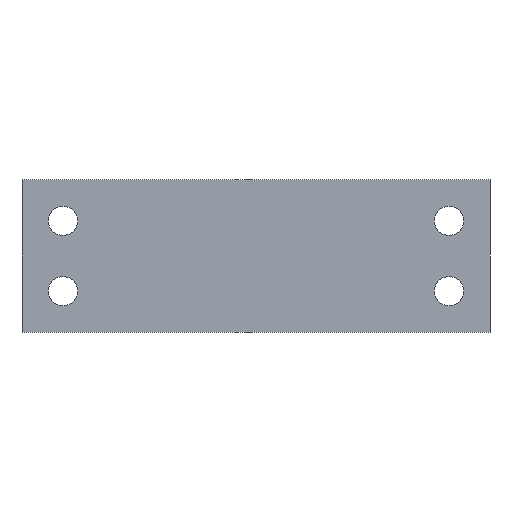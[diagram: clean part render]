
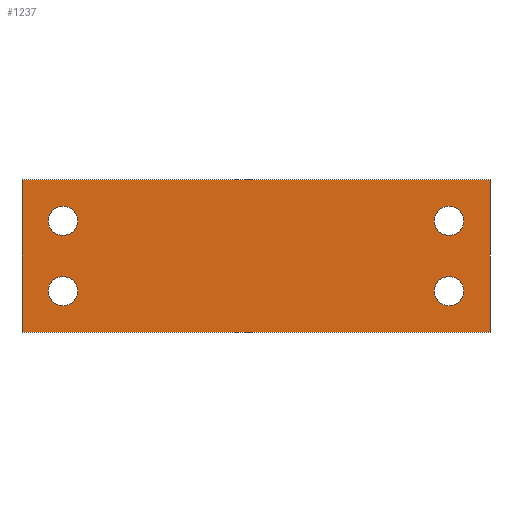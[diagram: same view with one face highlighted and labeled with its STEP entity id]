
A CAD part, front view. The second image highlights one B-rep face of the part: STEP entity #1237.
In plain terms, the highlighted planar face has unit normal (0, -1, 0).
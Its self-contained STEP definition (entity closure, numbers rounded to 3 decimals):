
#52 = CARTESIAN_POINT ( 'NONE',  ( -40., 0., 0. ) ) ;
#80 = LINE ( 'NONE', #52, #649 ) ;
#144 = DIRECTION ( 'NONE',  ( 0., -1., 0. ) ) ;
#145 = ORIENTED_EDGE ( 'NONE', *, *, #348, .F. ) ;
#166 = ORIENTED_EDGE ( 'NONE', *, *, #2520, .T. ) ;
#173 = CARTESIAN_POINT ( 'NONE',  ( -33., 0., -6. ) ) ;
#212 = EDGE_CURVE ( 'NONE', #1305, #2685, #1278, .T. ) ;
#248 = DIRECTION ( 'NONE',  ( 1., 0., 0. ) ) ;
#348 = EDGE_CURVE ( 'NONE', #1246, #2104, #2875, .T. ) ;
#433 = AXIS2_PLACEMENT_3D ( 'NONE', #747, #1482, #735 ) ;
#439 = VECTOR ( 'NONE', #1461, 1000. ) ;
#556 = AXIS2_PLACEMENT_3D ( 'NONE', #2411, #2155, #1902 ) ;
#571 = FACE_BOUND ( 'NONE', #2758, .T. ) ;
#604 = EDGE_CURVE ( 'NONE', #1113, #2983, #2661, .T. ) ;
#621 = EDGE_CURVE ( 'NONE', #2685, #1305, #3087, .T. ) ;
#640 = ORIENTED_EDGE ( 'NONE', *, *, #841, .T. ) ;
#649 = VECTOR ( 'NONE', #1243, 1000. ) ;
#650 = CARTESIAN_POINT ( 'NONE',  ( 33., 0., 8.5 ) ) ;
#654 = LINE ( 'NONE', #2535, #2087 ) ;
#658 = CARTESIAN_POINT ( 'NONE',  ( -33., 0., -8.5 ) ) ;
#663 = CARTESIAN_POINT ( 'NONE',  ( -33., 0., 6. ) ) ;
#676 = DIRECTION ( 'NONE',  ( 0., 1., 0. ) ) ;
#688 = EDGE_CURVE ( 'NONE', #3153, #1484, #2353, .T. ) ;
#693 = EDGE_LOOP ( 'NONE', ( #2465, #166 ) ) ;
#696 = FACE_BOUND ( 'NONE', #2781, .T. ) ;
#700 = PLANE ( 'NONE',  #433 ) ;
#714 = CARTESIAN_POINT ( 'NONE',  ( 33., 0., -6. ) ) ;
#721 = CIRCLE ( 'NONE', #868, 2.5 ) ;
#735 = DIRECTION ( 'NONE',  ( 0., 0., 1. ) ) ;
#737 = EDGE_CURVE ( 'NONE', #2510, #919, #921, .T. ) ;
#747 = CARTESIAN_POINT ( 'NONE',  ( 0., 0., 0. ) ) ;
#769 = CARTESIAN_POINT ( 'NONE',  ( 40., 0., 13. ) ) ;
#791 = CARTESIAN_POINT ( 'NONE',  ( 33., 0., -8.5 ) ) ;
#793 = EDGE_CURVE ( 'NONE', #2104, #1246, #1645, .T. ) ;
#807 = CARTESIAN_POINT ( 'NONE',  ( -33., 0., 8.5 ) ) ;
#841 = EDGE_CURVE ( 'NONE', #1484, #2609, #654, .T. ) ;
#868 = AXIS2_PLACEMENT_3D ( 'NONE', #2475, #2222, #1731 ) ;
#883 = DIRECTION ( 'NONE',  ( 0., 0., 1. ) ) ;
#892 = EDGE_LOOP ( 'NONE', ( #640, #1892, #2322, #2824 ) ) ;
#919 = VERTEX_POINT ( 'NONE', #3039 ) ;
#921 = CIRCLE ( 'NONE', #2814, 2.5 ) ;
#955 = CARTESIAN_POINT ( 'NONE',  ( -33., 0., -3.5 ) ) ;
#981 = DIRECTION ( 'NONE',  ( 0., 0., 1. ) ) ;
#1072 = DIRECTION ( 'NONE',  ( 0., 0., 1. ) ) ;
#1084 = CARTESIAN_POINT ( 'NONE',  ( 33., 0., 6. ) ) ;
#1092 = EDGE_CURVE ( 'NONE', #2708, #2609, #2902, .T. ) ;
#1113 = VERTEX_POINT ( 'NONE', #955 ) ;
#1131 = EDGE_LOOP ( 'NONE', ( #1281, #1189 ) ) ;
#1151 = DIRECTION ( 'NONE',  ( 0., 0., 1. ) ) ;
#1189 = ORIENTED_EDGE ( 'NONE', *, *, #604, .F. ) ;
#1221 = CARTESIAN_POINT ( 'NONE',  ( -40., 0., 13. ) ) ;
#1237 = ADVANCED_FACE ( 'NONE', ( #3131, #696, #2270, #571, #2805 ), #700, .F. ) ;
#1243 = DIRECTION ( 'NONE',  ( 0., 0., 1. ) ) ;
#1246 = VERTEX_POINT ( 'NONE', #1710 ) ;
#1278 = CIRCLE ( 'NONE', #556, 2.5 ) ;
#1281 = ORIENTED_EDGE ( 'NONE', *, *, #1879, .F. ) ;
#1305 = VERTEX_POINT ( 'NONE', #1910 ) ;
#1331 = EDGE_CURVE ( 'NONE', #3153, #2708, #80, .T. ) ;
#1358 = DIRECTION ( 'NONE',  ( 0., -1., 0. ) ) ;
#1461 = DIRECTION ( 'NONE',  ( 1., 0., 0. ) ) ;
#1470 = CARTESIAN_POINT ( 'NONE',  ( 0., 0., -13. ) ) ;
#1482 = DIRECTION ( 'NONE',  ( 0., 1., 0. ) ) ;
#1484 = VERTEX_POINT ( 'NONE', #1507 ) ;
#1507 = CARTESIAN_POINT ( 'NONE',  ( 40., 0., -13. ) ) ;
#1547 = CARTESIAN_POINT ( 'NONE',  ( -33., 0., -6. ) ) ;
#1645 = CIRCLE ( 'NONE', #2483, 2.5 ) ;
#1688 = CARTESIAN_POINT ( 'NONE',  ( 0., 0., 13. ) ) ;
#1710 = CARTESIAN_POINT ( 'NONE',  ( 33., 0., 3.5 ) ) ;
#1731 = DIRECTION ( 'NONE',  ( 0., 0., 1. ) ) ;
#1854 = CIRCLE ( 'NONE', #2437, 2.5 ) ;
#1867 = DIRECTION ( 'NONE',  ( 0., -1., 0. ) ) ;
#1879 = EDGE_CURVE ( 'NONE', #2983, #1113, #1854, .T. ) ;
#1892 = ORIENTED_EDGE ( 'NONE', *, *, #1092, .F. ) ;
#1902 = DIRECTION ( 'NONE',  ( 0., 0., 1. ) ) ;
#1910 = CARTESIAN_POINT ( 'NONE',  ( -33., 0., 3.5 ) ) ;
#1935 = DIRECTION ( 'NONE',  ( 0., 1., 0. ) ) ;
#1950 = CARTESIAN_POINT ( 'NONE',  ( -40., 0., -13. ) ) ;
#2042 = ORIENTED_EDGE ( 'NONE', *, *, #793, .F. ) ;
#2087 = VECTOR ( 'NONE', #883, 1000. ) ;
#2104 = VERTEX_POINT ( 'NONE', #650 ) ;
#2155 = DIRECTION ( 'NONE',  ( 0., 1., 0. ) ) ;
#2222 = DIRECTION ( 'NONE',  ( 0., 1., 0. ) ) ;
#2270 = FACE_BOUND ( 'NONE', #1131, .T. ) ;
#2284 = CARTESIAN_POINT ( 'NONE',  ( 33., 0., 6. ) ) ;
#2313 = DIRECTION ( 'NONE',  ( 0., 0., 1. ) ) ;
#2316 = DIRECTION ( 'NONE',  ( 0., 0., 1. ) ) ;
#2322 = ORIENTED_EDGE ( 'NONE', *, *, #1331, .F. ) ;
#2353 = LINE ( 'NONE', #1470, #439 ) ;
#2365 = DIRECTION ( 'NONE',  ( 0., 0., 1. ) ) ;
#2411 = CARTESIAN_POINT ( 'NONE',  ( -33., 0., 6. ) ) ;
#2437 = AXIS2_PLACEMENT_3D ( 'NONE', #1547, #144, #2313 ) ;
#2442 = VECTOR ( 'NONE', #248, 1000. ) ;
#2465 = ORIENTED_EDGE ( 'NONE', *, *, #737, .T. ) ;
#2475 = CARTESIAN_POINT ( 'NONE',  ( 33., 0., -6. ) ) ;
#2483 = AXIS2_PLACEMENT_3D ( 'NONE', #2284, #1358, #2316 ) ;
#2510 = VERTEX_POINT ( 'NONE', #791 ) ;
#2520 = EDGE_CURVE ( 'NONE', #919, #2510, #721, .T. ) ;
#2535 = CARTESIAN_POINT ( 'NONE',  ( 40., 0., 0. ) ) ;
#2597 = AXIS2_PLACEMENT_3D ( 'NONE', #173, #1867, #2365 ) ;
#2609 = VERTEX_POINT ( 'NONE', #769 ) ;
#2661 = CIRCLE ( 'NONE', #2597, 2.5 ) ;
#2685 = VERTEX_POINT ( 'NONE', #807 ) ;
#2708 = VERTEX_POINT ( 'NONE', #1221 ) ;
#2753 = DIRECTION ( 'NONE',  ( 0., -1., 0. ) ) ;
#2755 = AXIS2_PLACEMENT_3D ( 'NONE', #663, #676, #1151 ) ;
#2758 = EDGE_LOOP ( 'NONE', ( #145, #2042 ) ) ;
#2781 = EDGE_LOOP ( 'NONE', ( #3057, #2835 ) ) ;
#2805 = FACE_BOUND ( 'NONE', #693, .T. ) ;
#2814 = AXIS2_PLACEMENT_3D ( 'NONE', #714, #1935, #981 ) ;
#2824 = ORIENTED_EDGE ( 'NONE', *, *, #688, .T. ) ;
#2835 = ORIENTED_EDGE ( 'NONE', *, *, #621, .T. ) ;
#2875 = CIRCLE ( 'NONE', #3127, 2.5 ) ;
#2902 = LINE ( 'NONE', #1688, #2442 ) ;
#2983 = VERTEX_POINT ( 'NONE', #658 ) ;
#3039 = CARTESIAN_POINT ( 'NONE',  ( 33., 0., -3.5 ) ) ;
#3057 = ORIENTED_EDGE ( 'NONE', *, *, #212, .T. ) ;
#3087 = CIRCLE ( 'NONE', #2755, 2.5 ) ;
#3127 = AXIS2_PLACEMENT_3D ( 'NONE', #1084, #2753, #1072 ) ;
#3131 = FACE_OUTER_BOUND ( 'NONE', #892, .T. ) ;
#3153 = VERTEX_POINT ( 'NONE', #1950 ) ;
